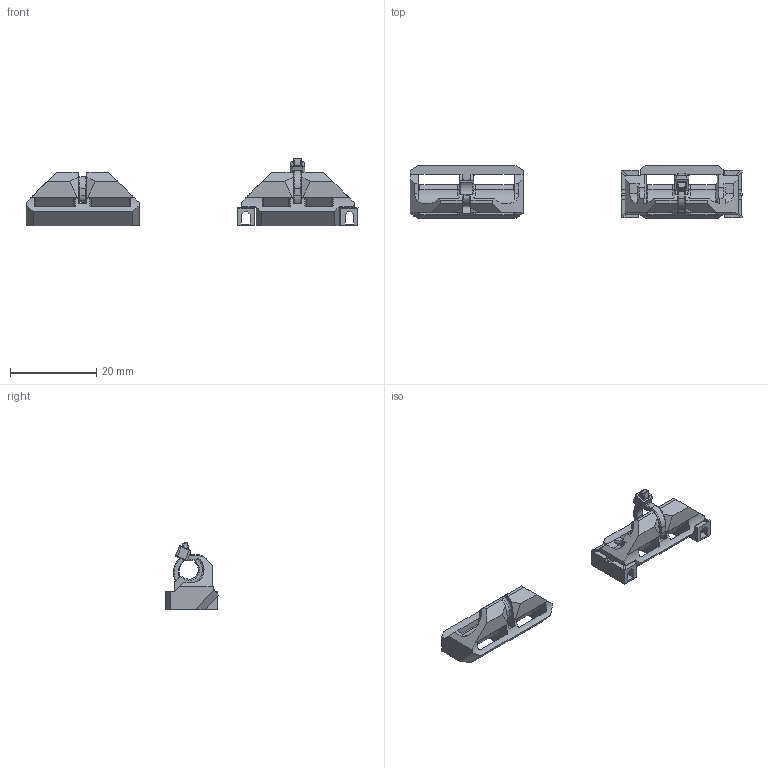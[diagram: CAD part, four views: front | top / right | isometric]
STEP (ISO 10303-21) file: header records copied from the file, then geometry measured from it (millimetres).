
FILE_DESCRIPTION(/* description */ ('STEP AP242','CAx-IF Rec.Pracs.---Representation and Presentation of Product Manufacturing Information (PMI)---4.0---2014-10-13','CAx-IF Rec.Pracs.---3D Tessellated Geometry---0.4---2014-09-14','2;1'),/* implementation_level */ '2;1');
FILE_NAME(/* name */ '666d978ae12e575a8d3338ef',/* time_stamp */ '2024-06-15T13:30:51Z',/* author */ (''),/* organization */ (''),/* preprocessor_version */ 'ST-DEVELOPER v20',/* originating_system */ ' ',/* authorisation */ ' ');
FILE_SCHEMA (('AP242_MANAGED_MODEL_BASED_3D_ENGINEERING_MIM_LF { 1 0 10303 442 1 1 4 }'));
Length unit declared in the file: metre
Products named in the file (5): Support; [a]_belt_clamp_6mm_x2; [a]_belt_clamp_x2; Belt_Clip_Cable_Tie
Bounding box: 77.2 x 12.15 x 15.69 mm (x, y, z)
Volume: 2839.9 mm3; surface area: 3912.1 mm2
Topology: 5 solids, 5 shells, 409 faces, 1104 edges, 694 vertices
Faces by surface type: plane 195, cylinder 104, bspline 80, torus 22, cone 8
Entity records: 14524 total; most frequent: CARTESIAN_POINT 4419, ORIENTED_EDGE 2204, DIRECTION 1967, EDGE_CURVE 1102, VERTEX_POINT 694, AXIS2_PLACEMENT_3D 662, LINE 643, VECTOR 643
